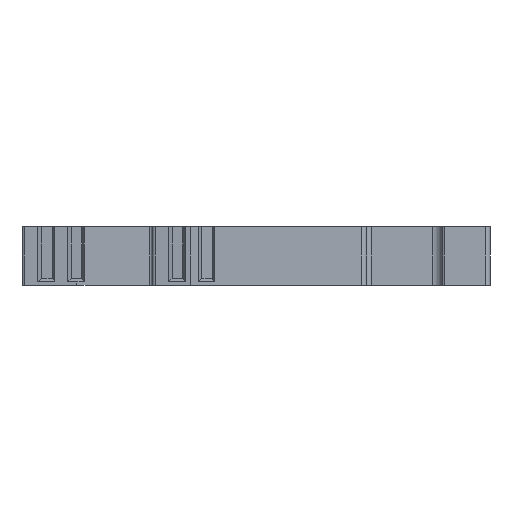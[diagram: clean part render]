
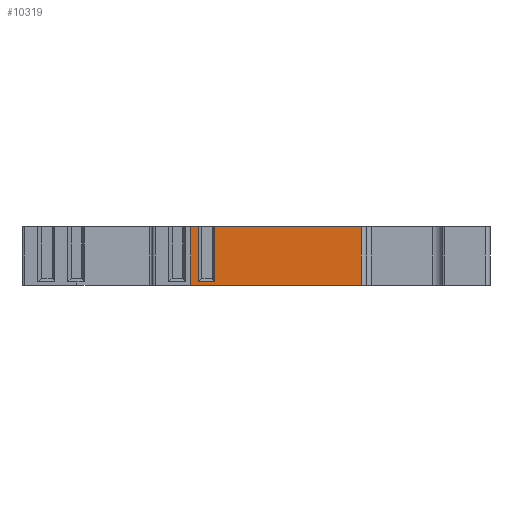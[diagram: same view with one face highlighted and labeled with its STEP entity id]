
A CAD part, left-side view. The second image highlights one B-rep face of the part: STEP entity #10319.
In plain terms, the highlighted planar face has unit normal (-1, 0, 0).
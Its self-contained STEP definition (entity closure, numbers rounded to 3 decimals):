
#611=DIRECTION('',(0.,-1.,0.));
#612=VECTOR('',#611,17.787);
#613=CARTESIAN_POINT('',(-41.4,25.187,-3.4));
#614=LINE('',#613,#612);
#1140=DIRECTION('',(0.,-1.,0.));
#1141=VECTOR('',#1140,15.356);
#1142=CARTESIAN_POINT('',(-41.4,22.756,2.7));
#1143=LINE('',#1142,#1141);
#1182=DIRECTION('',(0.,-1.,0.));
#1183=VECTOR('',#1182,0.756);
#1184=CARTESIAN_POINT('',(-41.4,25.187,2.7));
#1185=LINE('',#1184,#1183);
#2791=DIRECTION('',(0.,0.,1.));
#2792=VECTOR('',#2791,6.1);
#2793=CARTESIAN_POINT('',(-41.4,7.4,-3.4));
#2794=LINE('',#2793,#2792);
#2798=DIRECTION('',(0.,0.,-1.));
#2799=VECTOR('',#2798,6.1);
#2800=CARTESIAN_POINT('',(-41.4,25.187,2.7));
#2801=LINE('',#2800,#2799);
#2805=DIRECTION('',(0.,1.,0.));
#2806=VECTOR('',#2805,1.675);
#2807=CARTESIAN_POINT('',(-41.4,22.756,-3.05));
#2808=LINE('',#2807,#2806);
#2856=DIRECTION('',(0.,0.,1.));
#2857=VECTOR('',#2856,5.75);
#2858=CARTESIAN_POINT('',(-41.4,24.431,-3.05));
#2859=LINE('',#2858,#2857);
#2919=DIRECTION('',(0.,0.,-1.));
#2920=VECTOR('',#2919,5.75);
#2921=CARTESIAN_POINT('',(-41.4,22.756,2.7));
#2922=LINE('',#2921,#2920);
#7900=CARTESIAN_POINT('',(-41.4,7.4,2.7));
#7902=VERTEX_POINT('',#7900);
#7906=CARTESIAN_POINT('',(-41.4,7.4,-3.4));
#7907=VERTEX_POINT('',#7906);
#8004=CARTESIAN_POINT('',(-41.4,22.756,2.7));
#8006=VERTEX_POINT('',#8004);
#8008=CARTESIAN_POINT('',(-41.4,24.431,2.7));
#8010=VERTEX_POINT('',#8008);
#8038=CARTESIAN_POINT('',(-41.4,22.756,-3.05));
#8039=CARTESIAN_POINT('',(-41.4,24.431,-3.05));
#8040=VERTEX_POINT('',#8038);
#8041=VERTEX_POINT('',#8039);
#8123=CARTESIAN_POINT('',(-41.4,25.187,2.7));
#8124=CARTESIAN_POINT('',(-41.4,25.187,-3.4));
#8125=VERTEX_POINT('',#8123);
#8126=VERTEX_POINT('',#8124);
#10300=CARTESIAN_POINT('',(-41.4,42.8,2.7));
#10301=DIRECTION('',(-1.,0.,0.));
#10302=DIRECTION('',(0.,-1.,0.));
#10303=AXIS2_PLACEMENT_3D('',#10300,#10301,#10302);
#10304=PLANE('',#10303);
#10306=ORIENTED_EDGE('',*,*,#10305,.F.);
#10307=ORIENTED_EDGE('',*,*,#9244,.F.);
#10308=ORIENTED_EDGE('',*,*,#10292,.F.);
#10309=ORIENTED_EDGE('',*,*,#9446,.T.);
#10311=ORIENTED_EDGE('',*,*,#10310,.F.);
#10313=ORIENTED_EDGE('',*,*,#10312,.F.);
#10315=ORIENTED_EDGE('',*,*,#10314,.F.);
#10316=ORIENTED_EDGE('',*,*,#9434,.T.);
#10317=EDGE_LOOP('',(#10306,#10307,#10308,#10309,#10311,#10313,#10315,#10316));
#10318=FACE_OUTER_BOUND('',#10317,.F.);
#10319=ADVANCED_FACE('',(#10318),#10304,.T.);
#9244=EDGE_CURVE('',#8126,#7907,#614,.T.);
#9434=EDGE_CURVE('',#8006,#7902,#1143,.T.);
#9446=EDGE_CURVE('',#8125,#8010,#1185,.T.);
#10292=EDGE_CURVE('',#8125,#8126,#2801,.T.);
#10305=EDGE_CURVE('',#7907,#7902,#2794,.T.);
#10310=EDGE_CURVE('',#8041,#8010,#2859,.T.);
#10312=EDGE_CURVE('',#8040,#8041,#2808,.T.);
#10314=EDGE_CURVE('',#8006,#8040,#2922,.T.);
